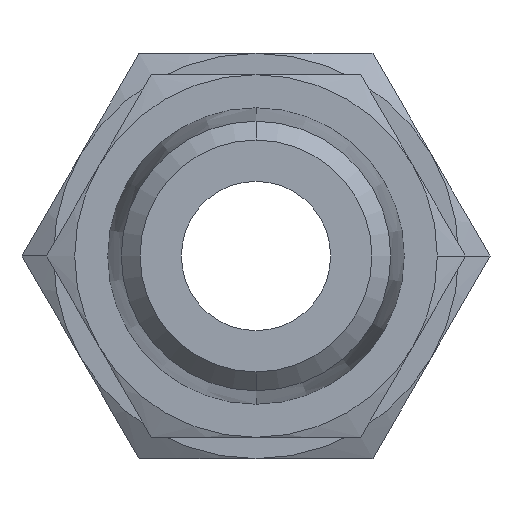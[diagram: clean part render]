
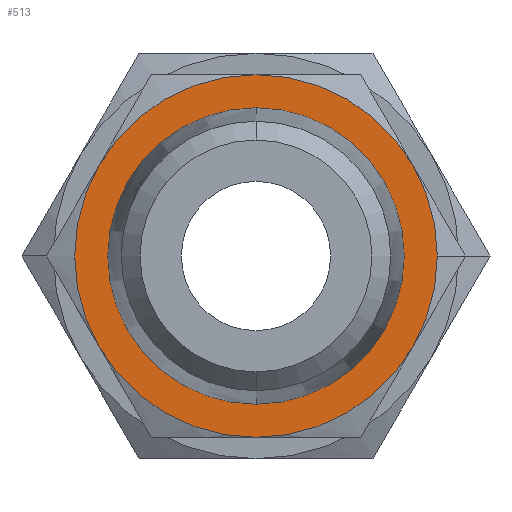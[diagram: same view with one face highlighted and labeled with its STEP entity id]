
A CAD part, front view. The second image highlights one B-rep face of the part: STEP entity #513.
In plain terms, the highlighted planar face has unit normal (0, -1, 0).
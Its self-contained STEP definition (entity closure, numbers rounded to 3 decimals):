
#513=ADVANCED_FACE('NONE',(#1194,#1195),#1196,.T.);
#1194=FACE_OUTER_BOUND('',#2102,.T.);
#1195=FACE_BOUND('',#2103,.T.);
#1196=PLANE('',#2104);
#2102=EDGE_LOOP('',(#3609,#3610,#3611,#3612,#3613,#3614,#3615));
#2103=EDGE_LOOP('',(#3616,#3617));
#2104=AXIS2_PLACEMENT_3D('',#3618,#3619,#3620);
#3609=ORIENTED_EDGE('',*,*,#5734,.F.);
#3610=ORIENTED_EDGE('',*,*,#5735,.F.);
#3611=ORIENTED_EDGE('',*,*,#5736,.F.);
#3612=ORIENTED_EDGE('',*,*,#5515,.F.);
#3613=ORIENTED_EDGE('',*,*,#5737,.F.);
#3614=ORIENTED_EDGE('',*,*,#5738,.F.);
#3615=ORIENTED_EDGE('',*,*,#5316,.F.);
#3616=ORIENTED_EDGE('',*,*,#5739,.T.);
#3617=ORIENTED_EDGE('',*,*,#5740,.T.);
#3618=CARTESIAN_POINT('',(0.0,0.0,0.0));
#3619=DIRECTION('',(0.0,-1.0,0.0));
#3620=DIRECTION('',(0.0,0.0,-1.0));
#5316=EDGE_CURVE('NONE',#6365,#6368,#6369,.T.);
#5515=EDGE_CURVE('NONE',#6677,#6711,#6712,.T.);
#5734=EDGE_CURVE('NONE',#7054,#6365,#7055,.T.);
#5735=EDGE_CURVE('NONE',#7056,#7054,#7057,.T.);
#5736=EDGE_CURVE('NONE',#6711,#7056,#7058,.T.);
#5737=EDGE_CURVE('NONE',#7059,#6677,#7060,.T.);
#5738=EDGE_CURVE('NONE',#6368,#7059,#7061,.T.);
#5739=EDGE_CURVE('NONE',#7062,#7063,#7064,.T.);
#5740=EDGE_CURVE('NONE',#7063,#7062,#7065,.T.);
#6365=VERTEX_POINT('NONE',#7866);
#6368=VERTEX_POINT('NONE',#7874);
#6369=CIRCLE('',#7875,8.5);
#6677=VERTEX_POINT('NONE',#8345);
#6711=VERTEX_POINT('NONE',#8412);
#6712=CIRCLE('',#8413,8.5);
#7054=VERTEX_POINT('NONE',#9194);
#7055=CIRCLE('',#9195,8.5);
#7056=VERTEX_POINT('',#9196);
#7057=CIRCLE('',#9197,8.5);
#7058=CIRCLE('',#9198,8.5);
#7059=VERTEX_POINT('NONE',#9199);
#7060=CIRCLE('',#9200,8.5);
#7061=CIRCLE('',#9201,8.5);
#7062=VERTEX_POINT('NONE',#9202);
#7063=VERTEX_POINT('NONE',#9203);
#7064=CIRCLE('',#9204,6.95);
#7065=CIRCLE('',#9205,6.95);
#7866=CARTESIAN_POINT('',(0.,0.,-8.5));
#7874=CARTESIAN_POINT('',(-7.361,0.,-4.25));
#7875=AXIS2_PLACEMENT_3D('',#10243,#10244,#10245);
#8345=CARTESIAN_POINT('',(0.,0.,8.5));
#8412=CARTESIAN_POINT('',(7.361,0.,4.25));
#8413=AXIS2_PLACEMENT_3D('',#10487,#10488,#10489);
#9194=CARTESIAN_POINT('',(7.361,0.,-4.25));
#9195=AXIS2_PLACEMENT_3D('',#10706,#10707,#10708);
#9196=CARTESIAN_POINT('',(8.5,0.,0.));
#9197=AXIS2_PLACEMENT_3D('',#10709,#10710,#10711);
#9198=AXIS2_PLACEMENT_3D('',#10712,#10713,#10714);
#9199=CARTESIAN_POINT('',(-7.361,0.,4.25));
#9200=AXIS2_PLACEMENT_3D('',#10715,#10716,#10717);
#9201=AXIS2_PLACEMENT_3D('',#10718,#10719,#10720);
#9202=CARTESIAN_POINT('',(0.,0.0,6.95));
#9203=CARTESIAN_POINT('',(0.,0.0,-6.95));
#9204=AXIS2_PLACEMENT_3D('',#10721,#10722,#10723);
#9205=AXIS2_PLACEMENT_3D('',#10724,#10725,#10726);
#10243=CARTESIAN_POINT('',(0.,0.,0.));
#10244=DIRECTION('',(0.,1.0,0.));
#10245=DIRECTION('',(0.,0.,1.0));
#10487=CARTESIAN_POINT('',(0.,0.,0.));
#10488=DIRECTION('',(0.,1.0,0.));
#10489=DIRECTION('',(0.,0.,1.0));
#10706=CARTESIAN_POINT('',(0.,0.,0.));
#10707=DIRECTION('',(0.,1.0,0.));
#10708=DIRECTION('',(0.,0.,1.0));
#10709=CARTESIAN_POINT('',(0.,0.,0.));
#10710=DIRECTION('',(0.,1.0,0.));
#10711=DIRECTION('',(-1.0,0.,0.));
#10712=CARTESIAN_POINT('',(0.,0.,0.));
#10713=DIRECTION('',(0.,1.0,0.));
#10714=DIRECTION('',(-1.0,0.,0.));
#10715=CARTESIAN_POINT('',(0.,0.,0.));
#10716=DIRECTION('',(0.,1.0,0.));
#10717=DIRECTION('',(0.,0.,1.0));
#10718=CARTESIAN_POINT('',(0.,0.,0.));
#10719=DIRECTION('',(-0.0,1.0,0.0));
#10720=DIRECTION('',(0.0,0.0,1.0));
#10721=CARTESIAN_POINT('',(0.,0.0,0.0));
#10722=DIRECTION('',(-0.0,1.0,0.0));
#10723=DIRECTION('',(0.0,0.0,1.0));
#10724=CARTESIAN_POINT('',(0.,0.0,0.0));
#10725=DIRECTION('',(-0.0,1.0,0.0));
#10726=DIRECTION('',(0.0,0.0,1.0));
